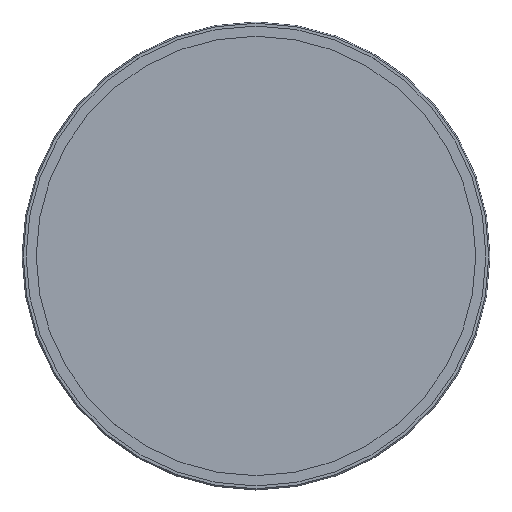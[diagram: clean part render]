
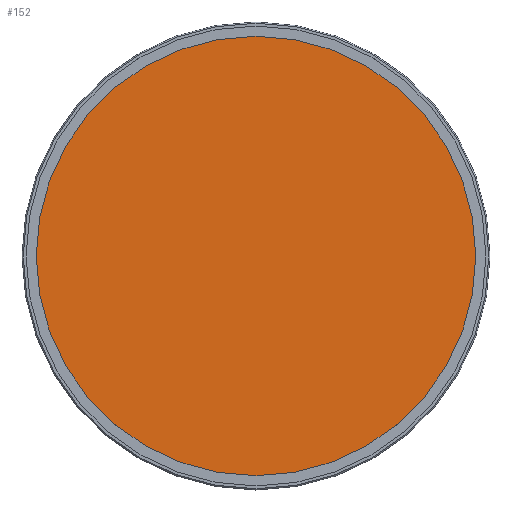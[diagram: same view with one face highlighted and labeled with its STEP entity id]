
A CAD part, top view. The second image highlights one B-rep face of the part: STEP entity #152.
In plain terms, the highlighted planar face has unit normal (0, 0, 1).
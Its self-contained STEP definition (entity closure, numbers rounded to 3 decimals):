
#11 = PLANE ( 'NONE',  #151 ) ;
#16 = DIRECTION ( 'NONE',  ( 1., 0., 0. ) ) ;
#64 = CARTESIAN_POINT ( 'NONE',  ( 0., 0., 12. ) ) ;
#87 = ORIENTED_EDGE ( 'NONE', *, *, #110, .T. ) ;
#110 = EDGE_CURVE ( 'NONE', #144, #144, #294, .T. ) ;
#144 = VERTEX_POINT ( 'NONE', #245 ) ;
#151 = AXIS2_PLACEMENT_3D ( 'NONE', #64, #209, #263 ) ;
#152 = ADVANCED_FACE ( 'NONE', ( #155 ), #11, .T. ) ;
#154 = DIRECTION ( 'NONE',  ( 0., 0., 1. ) ) ;
#155 = FACE_OUTER_BOUND ( 'NONE', #327, .T. ) ;
#209 = DIRECTION ( 'NONE',  ( 0., 0., 1. ) ) ;
#245 = CARTESIAN_POINT ( 'NONE',  ( 136.15, 0., 12. ) ) ;
#263 = DIRECTION ( 'NONE',  ( 1., 0., 0. ) ) ;
#294 = CIRCLE ( 'NONE', #339, 136.15 ) ;
#327 = EDGE_LOOP ( 'NONE', ( #87 ) ) ;
#339 = AXIS2_PLACEMENT_3D ( 'NONE', #365, #154, #16 ) ;
#365 = CARTESIAN_POINT ( 'NONE',  ( 0., 0., 12. ) ) ;
